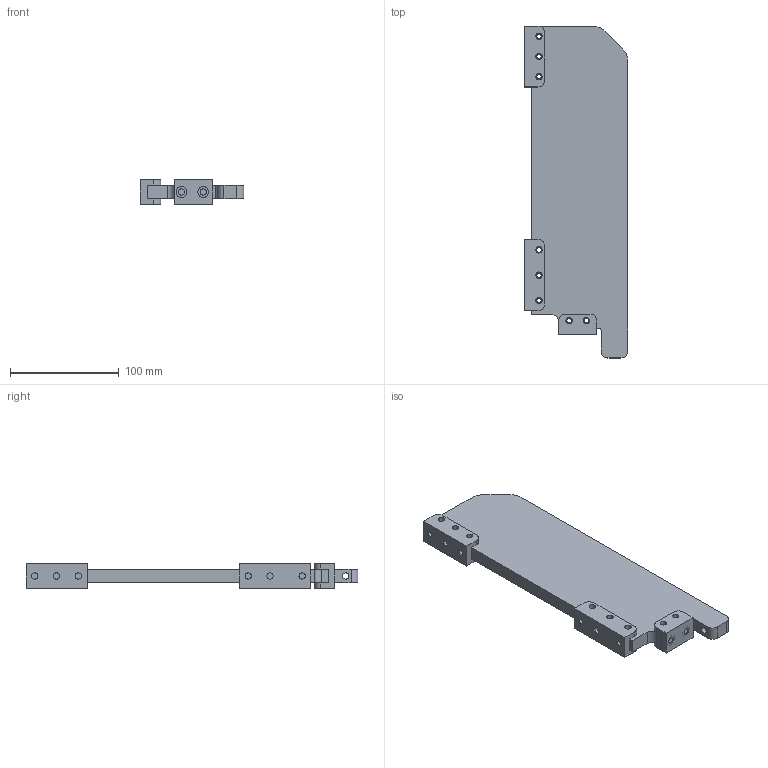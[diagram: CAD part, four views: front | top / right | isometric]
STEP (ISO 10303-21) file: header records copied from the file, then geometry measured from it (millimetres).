
FILE_DESCRIPTION (( 'STEP AP214' ), '1' );
FILE_NAME ('MW-001A.STEP', '2024-11-10T20:58:22', ( '' ), ( '' ), 'SwSTEP 2.0', 'SolidWorks 2024', '' );
FILE_SCHEMA (( 'AUTOMOTIVE_DESIGN' ));
Length unit declared in the file: inch
Products named in the file (5): MW-001A; MW-004_2; MW-002; MW-005_3; MW-003
Assembly tree (4 placements, depth 2):
  MW-001A
    MW-002
    MW-003
    MW-004_2
    MW-005_3
Bounding box: 95.25 x 304.8 x 22.35 mm (x, y, z)
Volume: 345689.6 mm3; surface area: 80617.7 mm2
Topology: 4 solids, 4 shells, 149 faces, 399 edges, 266 vertices
Faces by surface type: cylinder 100, plane 49
Entity records: 5057 total; most frequent: DIRECTION 911, CARTESIAN_POINT 821, ORIENTED_EDGE 798, EDGE_CURVE 399, AXIS2_PLACEMENT_3D 356, VERTEX_POINT 266, EDGE_LOOP 223, CIRCLE 200
